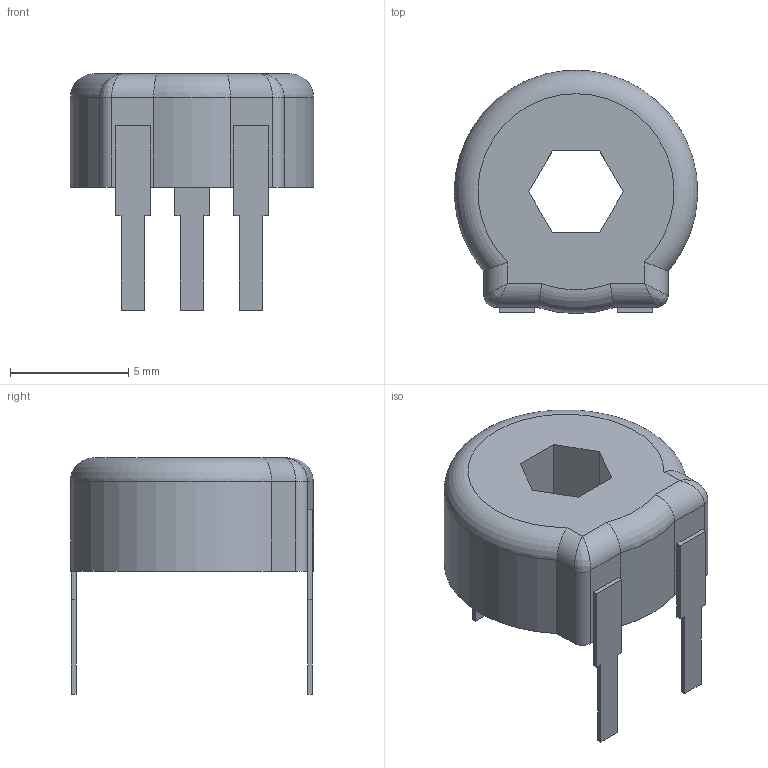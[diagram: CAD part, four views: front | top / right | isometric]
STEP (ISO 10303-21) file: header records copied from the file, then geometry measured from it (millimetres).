
FILE_DESCRIPTION(/* description */ (''),/* implementation_level */ '2;1');
FILE_NAME(/* name */ 'PT10LV10 v4.step',/* time_stamp */ '2022-07-01T14:33:59-07:00',/* author */ (''),/* organization */ (''),/* preprocessor_version */ 'ST-DEVELOPER v19',/* originating_system */ 'Autodesk Translation Framework v11.7.0.108',/* authorisation */ '');
FILE_SCHEMA (('AUTOMOTIVE_DESIGN { 1 0 10303 214 3 1 1 }'));
Length unit declared in the file: millimetre
Products named in the file (1): PT10LV10
Bounding box: 10.29 x 10.29 x 10 mm (x, y, z)
Volume: 361 mm3; surface area: 417.4 mm2
Topology: 4 solids, 4 shells, 54 faces, 130 edges, 82 vertices
Faces by surface type: plane 42, cylinder 8, bspline 2, torus 2
Entity records: 1670 total; most frequent: CARTESIAN_POINT 375, ORIENTED_EDGE 256, DIRECTION 244, EDGE_CURVE 128, LINE 110, VECTOR 110, VERTEX_POINT 82, AXIS2_PLACEMENT_3D 67
